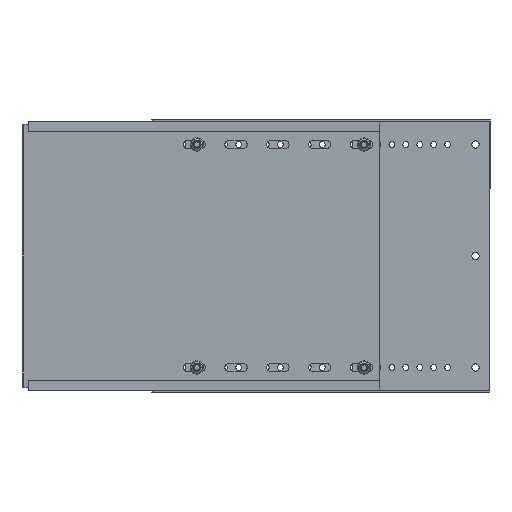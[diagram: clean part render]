
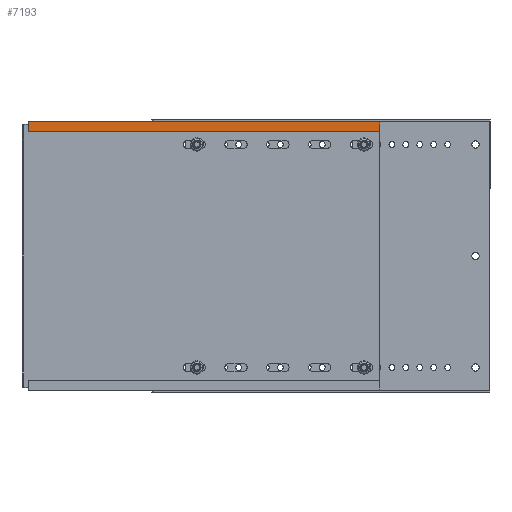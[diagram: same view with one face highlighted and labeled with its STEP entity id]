
A CAD part, front view. The second image highlights one B-rep face of the part: STEP entity #7193.
In plain terms, the highlighted planar face has unit normal (0, -1, 0).
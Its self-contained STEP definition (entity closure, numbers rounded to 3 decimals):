
#20 = CARTESIAN_POINT ( 'NONE',  ( -413.75, -1.6, 120.25 ) ) ;
#152 = DIRECTION ( 'NONE',  ( -1., 0., 0. ) ) ;
#435 = CARTESIAN_POINT ( 'NONE',  ( -98.75, -1.6, 120.25 ) ) ;
#1261 = CARTESIAN_POINT ( 'NONE',  ( -422.845, -1.6, 120.25 ) ) ;
#1345 = VECTOR ( 'NONE', #152, 1000. ) ;
#1498 = DIRECTION ( 'NONE',  ( 0., -1., 0. ) ) ;
#1673 = LINE ( 'NONE', #4766, #1345 ) ;
#1712 = VERTEX_POINT ( 'NONE', #5641 ) ;
#2056 = EDGE_CURVE ( 'NONE', #4451, #1712, #1673, .T. ) ;
#2138 = VECTOR ( 'NONE', #3376, 1000. ) ;
#2636 = EDGE_CURVE ( 'NONE', #7511, #10005, #8212, .T. ) ;
#2669 = VECTOR ( 'NONE', #9268, 1000. ) ;
#2796 = LINE ( 'NONE', #6614, #3514 ) ;
#2850 = ORIENTED_EDGE ( 'NONE', *, *, #2056, .F. ) ;
#3376 = DIRECTION ( 'NONE',  ( 1., 0., 0. ) ) ;
#3514 = VECTOR ( 'NONE', #5811, 1000. ) ;
#3962 = EDGE_LOOP ( 'NONE', ( #2850, #6832, #6807, #7726 ) ) ;
#4451 = VERTEX_POINT ( 'NONE', #4997 ) ;
#4582 = DIRECTION ( 'NONE',  ( 0., 0., -1. ) ) ;
#4766 = CARTESIAN_POINT ( 'NONE',  ( -256.25, -1.6, 111.7 ) ) ;
#4997 = CARTESIAN_POINT ( 'NONE',  ( -98.75, -1.6, 111.7 ) ) ;
#5126 = EDGE_CURVE ( 'NONE', #1712, #7511, #5993, .T. ) ;
#5353 = FACE_OUTER_BOUND ( 'NONE', #3962, .T. ) ;
#5641 = CARTESIAN_POINT ( 'NONE',  ( -413.75, -1.6, 111.7 ) ) ;
#5811 = DIRECTION ( 'NONE',  ( 0., 0., -1. ) ) ;
#5993 = LINE ( 'NONE', #9099, #2669 ) ;
#6614 = CARTESIAN_POINT ( 'NONE',  ( -98.75, -1.6, 115.2 ) ) ;
#6807 = ORIENTED_EDGE ( 'NONE', *, *, #2636, .F. ) ;
#6832 = ORIENTED_EDGE ( 'NONE', *, *, #7007, .F. ) ;
#7007 = EDGE_CURVE ( 'NONE', #10005, #4451, #2796, .T. ) ;
#7193 = ADVANCED_FACE ( 'NONE', ( #5353 ), #8505, .T. ) ;
#7237 = AXIS2_PLACEMENT_3D ( 'NONE', #8452, #1498, #4582 ) ;
#7511 = VERTEX_POINT ( 'NONE', #20 ) ;
#7726 = ORIENTED_EDGE ( 'NONE', *, *, #5126, .F. ) ;
#8212 = LINE ( 'NONE', #1261, #2138 ) ;
#8452 = CARTESIAN_POINT ( 'NONE',  ( -256.25, -1.6, 115.2 ) ) ;
#8505 = PLANE ( 'NONE',  #7237 ) ;
#9099 = CARTESIAN_POINT ( 'NONE',  ( -413.75, -1.6, 115.2 ) ) ;
#9268 = DIRECTION ( 'NONE',  ( 0., 0., 1. ) ) ;
#10005 = VERTEX_POINT ( 'NONE', #435 ) ;
